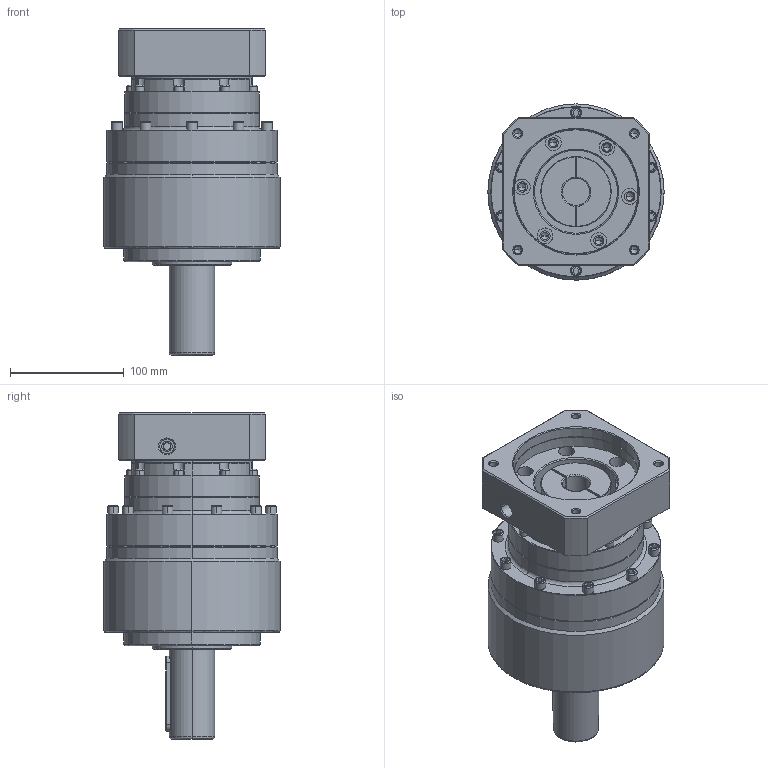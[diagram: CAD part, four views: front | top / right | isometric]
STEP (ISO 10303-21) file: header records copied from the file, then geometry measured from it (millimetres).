
FILE_DESCRIPTION (( 'STEP AP214' ), '1' );
FILE_NAME ('PE155-L2-24-110-145M8.STEP', '2024-01-06T05:35:50', ( 'admin' ), ( '' ), 'SwSTEP 2.0', 'SolidWorks 2013', '' );
FILE_SCHEMA (( 'AUTOMOTIVE_DESIGN' ));
Length unit declared in the file: millimetre
Products named in the file (4): PB142-L2_X2_58F34F537AEF_X0_; PE155-L2-24-110-145M8; PB115-110-145M8; PE155_X2_8F9351FA7AEF_X0_
Assembly tree (3 placements, depth 2):
  PE155-L2-24-110-145M8
    PB142-L2_X2_58F34F537AEF_X0_
    PE155_X2_8F9351FA7AEF_X0_
    PB115-110-145M8
Bounding box: 155 x 155 x 287 mm (x, y, z)
Volume: 3036654.8 mm3; surface area: 248943.8 mm2
Topology: 3 solids, 3 shells, 625 faces, 1504 edges, 902 vertices
Faces by surface type: cylinder 212, plane 200, cone 164, bspline 49
Entity records: 26643 total; most frequent: CARTESIAN_POINT 5438, DIRECTION 3058, ORIENTED_EDGE 2844, EDGE_CURVE 1422, AXIS2_PLACEMENT_3D 1162, VERTEX_POINT 896, EDGE_LOOP 744, LINE 734
